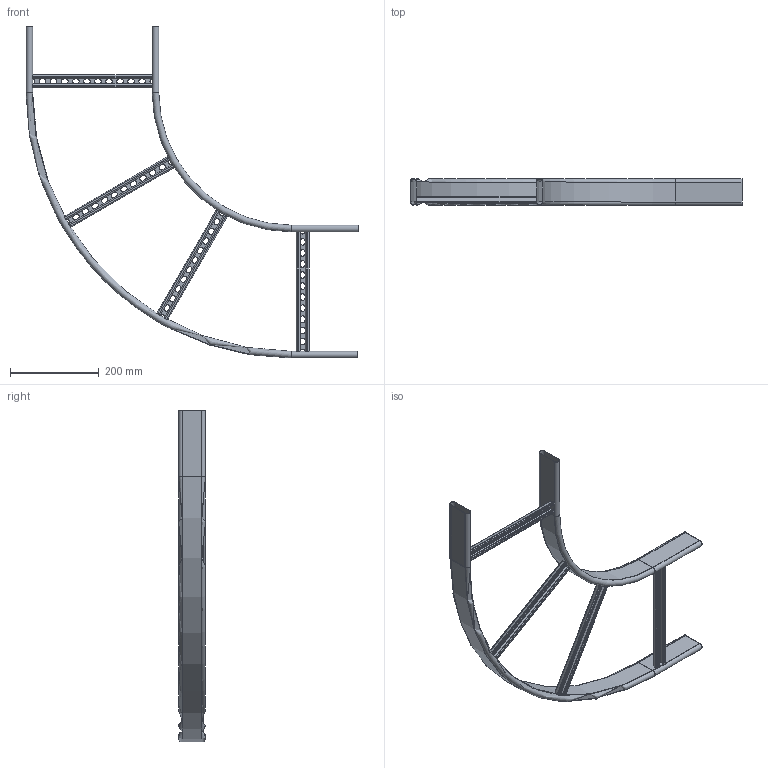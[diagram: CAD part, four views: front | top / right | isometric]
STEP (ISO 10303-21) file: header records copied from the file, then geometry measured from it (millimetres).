
FILE_DESCRIPTION (( 'STEP AP203' ), '1' );
FILE_NAME ('10-02-1414.STEP', '2013-05-02T09:41:07', ( 'asennus' ), ( '' ), 'SwSTEP 2.0', 'SolidWorks 2013', '' );
FILE_SCHEMA (( 'CONFIG_CONTROL_DESIGN' ));
Length unit declared in the file: millimetre
Products named in the file (1): 10-02-1414
Bounding box: 750 x 60 x 750 mm (x, y, z)
Volume: 335487.4 mm3; surface area: 675945.9 mm2
Topology: 6 solids, 6 shells, 452 faces, 1096 edges, 656 vertices
Faces by surface type: plane 276, cylinder 168, torus 8
Entity records: 13199 total; most frequent: DIRECTION 2338, CARTESIAN_POINT 2205, ORIENTED_EDGE 2192, EDGE_CURVE 1096, AXIS2_PLACEMENT_3D 789, VECTOR 760, LINE 760, VERTEX_POINT 656
